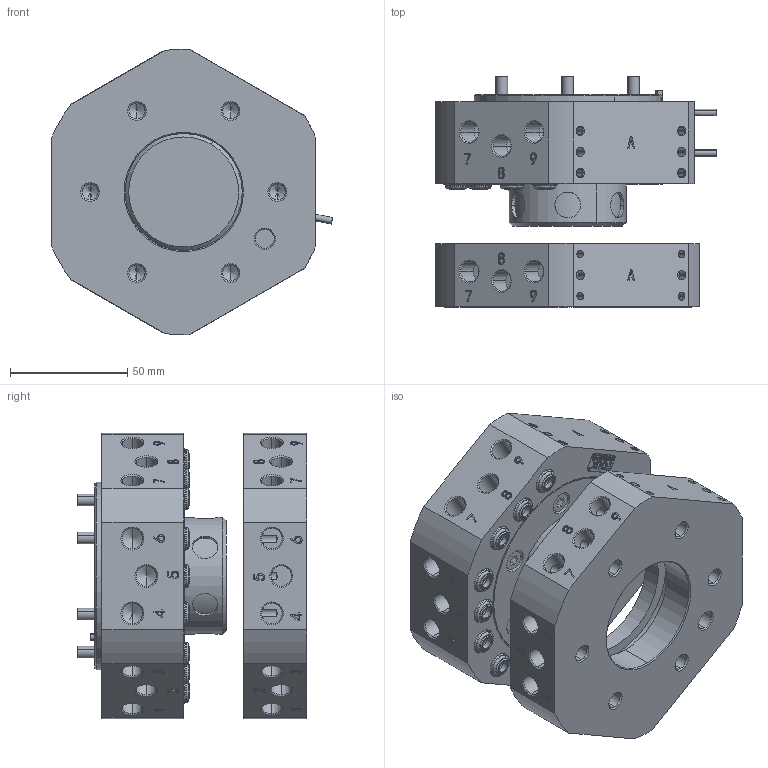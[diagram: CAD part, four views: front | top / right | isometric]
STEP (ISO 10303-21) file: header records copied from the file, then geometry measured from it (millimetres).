
FILE_DESCRIPTION (( 'STEP AP203' ), '1' );
FILE_NAME ('QTC50.STEP', '2025-08-25T01:18:26', ( 'USER-' ), ( 'Microsoft' ), 'SwSTEP 2.0', 'SolidWorks 2018', '' );
FILE_SCHEMA (( 'CONFIG_CONTROL_DESIGN' ));
Length unit declared in the file: millimetre
Products named in the file (14): QTC50-M-01 ________.STEP; QTC50-T-01 ________.STEP; QTC50-T; 4mm__________.STEP; QTC50-M-08 QTC__________.STEP; 16x8-R1.5.STEP; QTC50-T.STEP; QTC50; M5x40________________.STEP; QTC50-T-02-02 ____02.STEP; QTC50-M-02 ________.STEP; QTC50-M; QTC50-M.STEP; QTC50-M-07 ______.STEP
Assembly tree (30 placements, depth 4):
  QTC50
    QTC50-T
      QTC50-T.STEP
        QTC50-T-01 ________.STEP
        QTC50-T-02-02 ____02.STEP
        16x8-R1.5.STEP
    QTC50-M
      QTC50-M.STEP
        QTC50-M-01 ________.STEP
        QTC50-M-02 ________.STEP
        QTC50-M-08 QTC__________.STEP  x2
        4mm__________.STEP  x3
        QTC50-M-07 ______.STEP  x9
        M5x40________________.STEP  x6
        16x8-R1.5.STEP
Bounding box: 120.08 x 98.22 x 121.99 mm (x, y, z)
Volume: 611567.6 mm3; surface area: 127315.8 mm2
Topology: 26 solids, 26 shells, 2181 faces, 5568 edges, 3558 vertices
Faces by surface type: plane 920, cylinder 458, bspline 426, cone 251, torus 126
Entity records: 64519 total; most frequent: CARTESIAN_POINT 29525, ORIENTED_EDGE 7158, DIRECTION 6118, EDGE_CURVE 3579, VERTEX_POINT 2328, LINE 2158, VECTOR 2158, AXIS2_PLACEMENT_3D 1980
